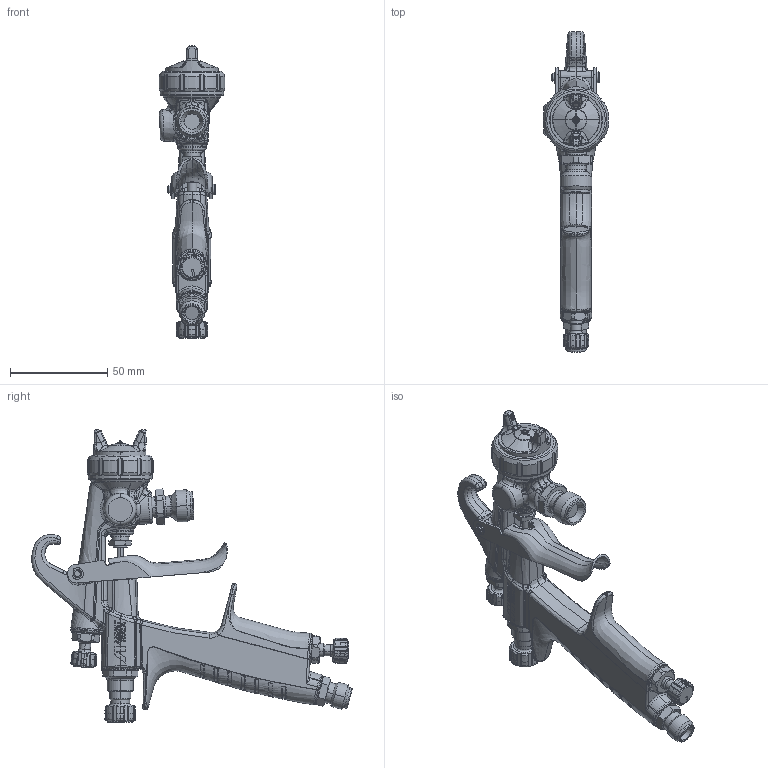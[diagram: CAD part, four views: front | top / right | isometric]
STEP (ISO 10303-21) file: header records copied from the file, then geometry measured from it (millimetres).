
FILE_DESCRIPTION (( 'STEP AP203' ), '1' );
FILE_NAME ('[STEP]COG1-H.STEP', '2023-12-05T06:08:08', ( '' ), ( '' ), 'SwSTEP 2.0', 'SolidWorks 2019', '' );
FILE_SCHEMA (( 'CONFIG_CONTROL_DESIGN' ));
Products named in the file (3): [STEP]COG1-H; ●Part10^COG1_Spraygun_穴埋め用; W-102-proto-45-5_trigger
Assembly tree (2 placements, depth 2):
  [STEP]COG1-H
    W-102-proto-45-5_trigger
    ●Part10^COG1_Spraygun_穴埋め用
Bounding box: 33.88 x 164.76 x 150.18 mm (x, y, z)
Volume: 113881.1 mm3; surface area: 31851 mm2
Topology: 2 solids, 2 shells, 2422 faces, 6117 edges, 3735 vertices
Faces by surface type: bspline 1213, cylinder 520, plane 450, cone 166, torus 67, sphere 6
Entity records: 194848 total; most frequent: CARTESIAN_POINT 147755, ORIENTED_EDGE 12166, DIRECTION 6195, EDGE_CURVE 6083, VERTEX_POINT 3735, B_SPLINE_CURVE_WITH_KNOTS 3494, AXIS2_PLACEMENT_3D 2513, EDGE_LOOP 2502
